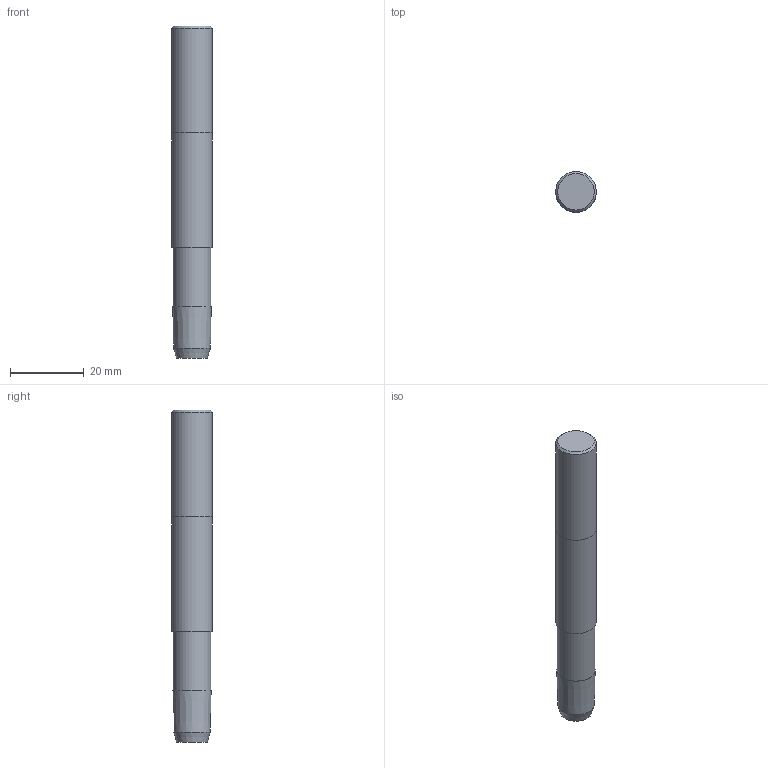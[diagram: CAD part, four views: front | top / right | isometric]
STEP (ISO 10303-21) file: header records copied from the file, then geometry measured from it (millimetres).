
FILE_DESCRIPTION(/* description */ (''),/* implementation_level */ '2;1');
FILE_NAME(/* name */ 'MTH-1_8-27NPTF-XC-V050.stp',/* time_stamp */ '2018-04-17T12:11:10+06:00',/* author */ (''),/* organization */ (''),/* preprocessor_version */ 'ST-DEVELOPER v16',/* originating_system */ 'SIEMENS PLM Software NX 11.0',/* authorisation */ '');
FILE_SCHEMA (('AUTOMOTIVE_DESIGN { 1 0 10303 214 3 1 1 1 }'));
Length unit declared in the file: millimetre
Products named in the file (1): MTH-1_8-27NPTF-XC-V050
Bounding box: 11 x 11 x 90 mm (x, y, z)
Volume: 8133.7 mm3; surface area: 3545.8 mm2
Topology: 3 solids, 3 shells, 14 faces, 22 edges, 15 vertices
Faces by surface type: plane 7, cone 4, cylinder 3
Full cylindrical faces by diameter (mm): 10.3 x1, 11 x2
Entity records: 326 total; most frequent: DIRECTION 58, CARTESIAN_POINT 40, AXIS2_PLACEMENT_3D 29, EDGE_LOOP 22, ORIENTED_EDGE 22, FACE_BOUND 16, ADVANCED_FACE 14, VERTEX_POINT 11
